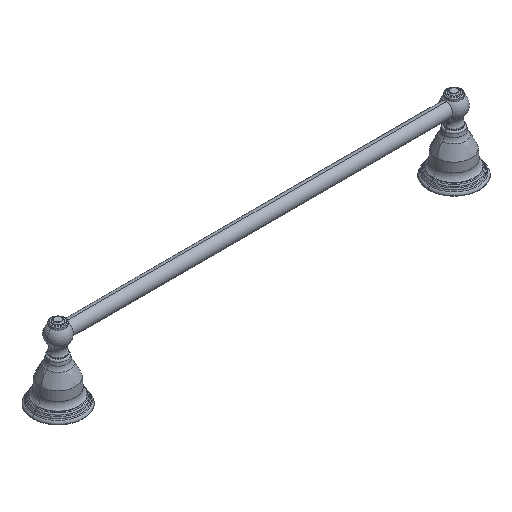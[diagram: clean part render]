
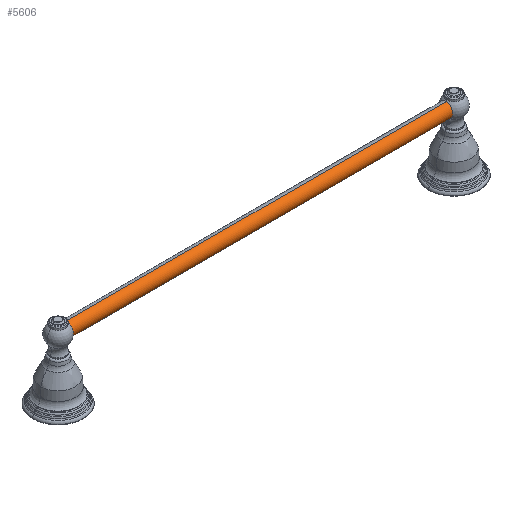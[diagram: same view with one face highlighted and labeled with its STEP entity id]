
A CAD part, isometric view. The second image highlights one B-rep face of the part: STEP entity #5606.
In plain terms, the highlighted cylindrical face has radius 7.938 mm (diameter 15.875 mm), a partial arc.
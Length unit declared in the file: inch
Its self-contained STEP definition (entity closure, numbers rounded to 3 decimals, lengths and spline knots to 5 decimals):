
#5546=DIRECTION('',(1.,0.,0.));
#5547=VECTOR('',#5546,17.89);
#5548=CARTESIAN_POINT('',(-8.945,0.,2.4735));
#5549=LINE('',#5548,#5547);
#5555=CARTESIAN_POINT('',(-8.945,0.,2.786));
#5556=DIRECTION('',(-1.,0.,0.));
#5557=DIRECTION('',(0.,0.,-1.));
#5558=AXIS2_PLACEMENT_3D('',#5555,#5556,#5557);
#5560=DIRECTION('',(1.,0.,0.));
#5561=VECTOR('',#5560,17.89);
#5562=CARTESIAN_POINT('',(-8.945,0.,3.0985));
#5563=LINE('',#5562,#5561);
#5564=CARTESIAN_POINT('',(8.945,0.,2.786));
#5565=DIRECTION('',(1.,0.,0.));
#5566=DIRECTION('',(0.,0.,1.));
#5567=AXIS2_PLACEMENT_3D('',#5564,#5565,#5566);
#5569=CARTESIAN_POINT('',(-8.945,0.,2.4735));
#5570=CARTESIAN_POINT('',(-8.945,0.,3.0985));
#5571=VERTEX_POINT('',#5569);
#5572=VERTEX_POINT('',#5570);
#5573=CARTESIAN_POINT('',(8.945,0.,2.4735));
#5574=CARTESIAN_POINT('',(8.945,0.,3.0985));
#5575=VERTEX_POINT('',#5573);
#5576=VERTEX_POINT('',#5574);
#5593=CARTESIAN_POINT('',(-8.945,0.,2.786));
#5594=DIRECTION('',(1.,0.,0.));
#5595=DIRECTION('',(0.,0.,-1.));
#5596=AXIS2_PLACEMENT_3D('',#5593,#5594,#5595);
#5597=CYLINDRICAL_SURFACE('',#5596,0.3125);
#5599=ORIENTED_EDGE('',*,*,#5598,.T.);
#5600=ORIENTED_EDGE('',*,*,#5588,.T.);
#5602=ORIENTED_EDGE('',*,*,#5601,.T.);
#5603=ORIENTED_EDGE('',*,*,#5584,.F.);
#5604=EDGE_LOOP('',(#5599,#5600,#5602,#5603));
#5605=FACE_OUTER_BOUND('',#5604,.F.);
#5606=ADVANCED_FACE('',(#5605),#5597,.T.);
#5559=CIRCLE('',#5558,0.3125);
#5568=CIRCLE('',#5567,0.3125);
#5584=EDGE_CURVE('',#5571,#5575,#5549,.T.);
#5588=EDGE_CURVE('',#5572,#5576,#5563,.T.);
#5598=EDGE_CURVE('',#5571,#5572,#5559,.T.);
#5601=EDGE_CURVE('',#5576,#5575,#5568,.T.);
